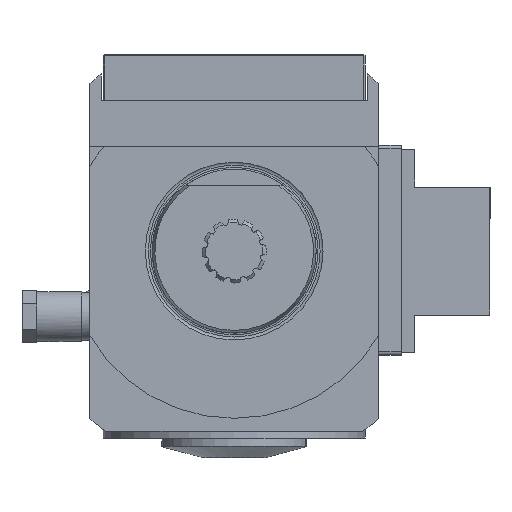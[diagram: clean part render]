
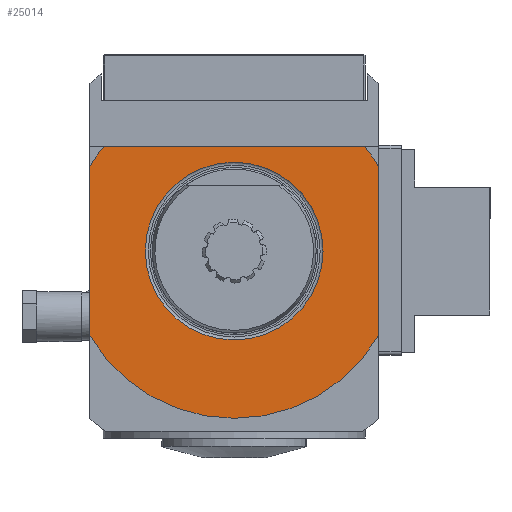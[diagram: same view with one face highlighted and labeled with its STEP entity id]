
A CAD part, front view. The second image highlights one B-rep face of the part: STEP entity #25014.
In plain terms, the highlighted planar face has unit normal (0, -1, 0).
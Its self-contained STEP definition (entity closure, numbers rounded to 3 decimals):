
#301 = AXIS2_PLACEMENT_3D ( 'NONE', #17224, #14205, #14508 ) ;
#423 = AXIS2_PLACEMENT_3D ( 'NONE', #30606, #21086, #8986 ) ;
#786 = VERTEX_POINT ( 'NONE', #11602 ) ;
#1559 = VERTEX_POINT ( 'NONE', #24915 ) ;
#1759 = CARTESIAN_POINT ( 'NONE',  ( 0., -1., 0. ) ) ;
#1875 = CARTESIAN_POINT ( 'NONE',  ( -44., -1., 0. ) ) ;
#2701 = CARTESIAN_POINT ( 'NONE',  ( -39.711, -1., 32. ) ) ;
#5729 = VERTEX_POINT ( 'NONE', #17293 ) ;
#5810 = ORIENTED_EDGE ( 'NONE', *, *, #17612, .F. ) ;
#6255 = ORIENTED_EDGE ( 'NONE', *, *, #9260, .F. ) ;
#6433 = ORIENTED_EDGE ( 'NONE', *, *, #20187, .T. ) ;
#6927 = EDGE_CURVE ( 'NONE', #1559, #13622, #25746, .T. ) ;
#7146 = CIRCLE ( 'NONE', #31015, 27.095 ) ;
#8051 = LINE ( 'NONE', #13293, #24674 ) ;
#8116 = EDGE_CURVE ( 'NONE', #786, #5729, #24306, .T. ) ;
#8777 = CARTESIAN_POINT ( 'NONE',  ( 0., -1., 0. ) ) ;
#8986 = DIRECTION ( 'NONE',  ( 1., 0., 0. ) ) ;
#9227 = DIRECTION ( 'NONE',  ( 0., 0., -1. ) ) ;
#9260 = EDGE_CURVE ( 'NONE', #26479, #30790, #20287, .T. ) ;
#10169 = CARTESIAN_POINT ( 'NONE',  ( 44., -1., 25.788 ) ) ;
#11590 = LINE ( 'NONE', #1875, #25637 ) ;
#11602 = CARTESIAN_POINT ( 'NONE',  ( 44., -1., -25.788 ) ) ;
#11698 = CARTESIAN_POINT ( 'NONE',  ( -44., -1., 25.788 ) ) ;
#12180 = CARTESIAN_POINT ( 'NONE',  ( 0., -1., 0. ) ) ;
#13096 = AXIS2_PLACEMENT_3D ( 'NONE', #8777, #13712, #30725 ) ;
#13135 = PLANE ( 'NONE',  #423 ) ;
#13293 = CARTESIAN_POINT ( 'NONE',  ( 44., -1., 0. ) ) ;
#13622 = VERTEX_POINT ( 'NONE', #10169 ) ;
#13712 = DIRECTION ( 'NONE',  ( 0., 1., 0. ) ) ;
#14205 = DIRECTION ( 'NONE',  ( 0., 1., 0. ) ) ;
#14508 = DIRECTION ( 'NONE',  ( 1., 0., 0. ) ) ;
#15194 = EDGE_CURVE ( 'NONE', #13622, #786, #8051, .T. ) ;
#15677 = FACE_BOUND ( 'NONE', #28972, .T. ) ;
#16062 = VECTOR ( 'NONE', #28989, 1000. ) ;
#17224 = CARTESIAN_POINT ( 'NONE',  ( 0., -1., 0. ) ) ;
#17293 = CARTESIAN_POINT ( 'NONE',  ( -44., -1., -25.788 ) ) ;
#17467 = CARTESIAN_POINT ( 'NONE',  ( -27.095, -1., 0. ) ) ;
#17612 = EDGE_CURVE ( 'NONE', #24495, #24495, #7146, .T. ) ;
#19162 = DIRECTION ( 'NONE',  ( -1., 0., 0. ) ) ;
#20187 = EDGE_CURVE ( 'NONE', #26479, #5729, #11590, .T. ) ;
#20287 = CIRCLE ( 'NONE', #24378, 51. ) ;
#21086 = DIRECTION ( 'NONE',  ( 0., 1., 0. ) ) ;
#21691 = LINE ( 'NONE', #30899, #16062 ) ;
#21761 = DIRECTION ( 'NONE',  ( 0., 1., 0. ) ) ;
#22770 = ORIENTED_EDGE ( 'NONE', *, *, #8116, .F. ) ;
#22861 = EDGE_CURVE ( 'NONE', #1559, #30790, #21691, .T. ) ;
#23010 = ORIENTED_EDGE ( 'NONE', *, *, #6927, .F. ) ;
#23074 = ORIENTED_EDGE ( 'NONE', *, *, #22861, .T. ) ;
#24306 = CIRCLE ( 'NONE', #13096, 51. ) ;
#24378 = AXIS2_PLACEMENT_3D ( 'NONE', #12180, #21761, #29047 ) ;
#24495 = VERTEX_POINT ( 'NONE', #17467 ) ;
#24674 = VECTOR ( 'NONE', #29812, 1000. ) ;
#24915 = CARTESIAN_POINT ( 'NONE',  ( 39.711, -1., 32. ) ) ;
#25014 = ADVANCED_FACE ( 'Defeature completata1_333', ( #27917, #15677 ), #13135, .F. ) ;
#25637 = VECTOR ( 'NONE', #9227, 1000. ) ;
#25746 = CIRCLE ( 'NONE', #301, 51. ) ;
#25938 = ORIENTED_EDGE ( 'NONE', *, *, #15194, .F. ) ;
#26474 = DIRECTION ( 'NONE',  ( 0., -1., 0. ) ) ;
#26479 = VERTEX_POINT ( 'NONE', #11698 ) ;
#27917 = FACE_OUTER_BOUND ( 'NONE', #29229, .T. ) ;
#28972 = EDGE_LOOP ( 'NONE', ( #5810 ) ) ;
#28989 = DIRECTION ( 'NONE',  ( -1., 0., 0. ) ) ;
#29047 = DIRECTION ( 'NONE',  ( 1., 0., 0. ) ) ;
#29229 = EDGE_LOOP ( 'NONE', ( #23010, #23074, #6255, #6433, #22770, #25938 ) ) ;
#29812 = DIRECTION ( 'NONE',  ( 0., 0., -1. ) ) ;
#30606 = CARTESIAN_POINT ( 'NONE',  ( -27.15, -1., 0. ) ) ;
#30725 = DIRECTION ( 'NONE',  ( 1., 0., 0. ) ) ;
#30790 = VERTEX_POINT ( 'NONE', #2701 ) ;
#30899 = CARTESIAN_POINT ( 'NONE',  ( -27.15, -1., 32. ) ) ;
#31015 = AXIS2_PLACEMENT_3D ( 'NONE', #1759, #26474, #19162 ) ;
